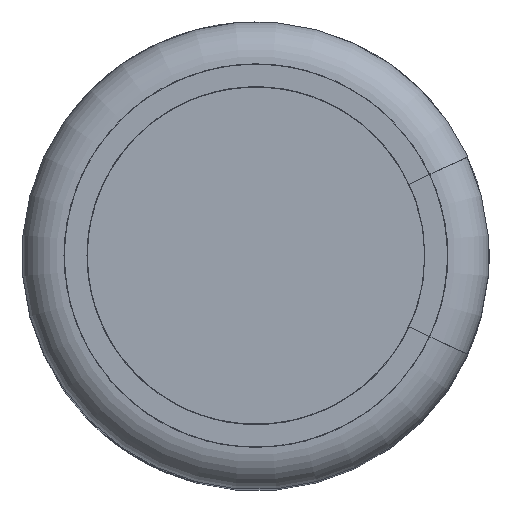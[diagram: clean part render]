
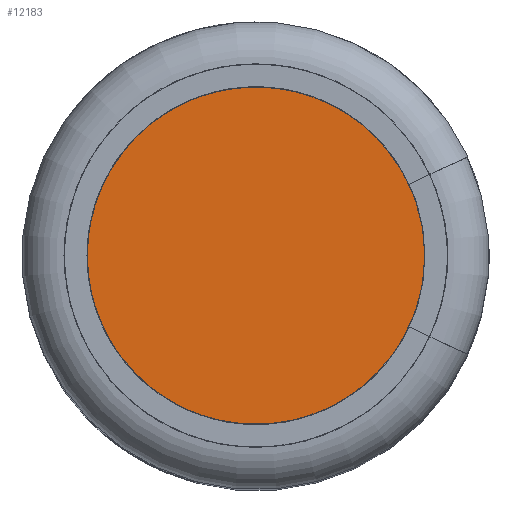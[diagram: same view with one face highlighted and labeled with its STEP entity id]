
A CAD part, top view. The second image highlights one B-rep face of the part: STEP entity #12183.
In plain terms, the highlighted planar face has unit normal (0, 0, 1).
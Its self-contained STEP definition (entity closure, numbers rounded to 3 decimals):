
#2058=PLANE('',#12980);
#4456=ORIENTED_EDGE('',*,*,#5735,.F.);
#5735=EDGE_CURVE('',#6580,#6580,#6889,.T.);
#6580=VERTEX_POINT('',#23680);
#6889=CIRCLE('',#12979,2.585);
#7476=EDGE_LOOP('',(#4456));
#8092=FACE_BOUND('',#7476,.T.);
#12183=ADVANCED_FACE('',(#8092),#2058,.T.);
#12979=AXIS2_PLACEMENT_3D('',#23679,#15193,#15194);
#12980=AXIS2_PLACEMENT_3D('',#23681,#15195,#15196);
#15193=DIRECTION('',(0.,0.,-1.));
#15194=DIRECTION('',(-1.,0.,0.));
#15195=DIRECTION('',(0.,0.,1.));
#15196=DIRECTION('',(1.,0.,0.));
#23679=CARTESIAN_POINT('',(0.,0.,10.78));
#23680=CARTESIAN_POINT('',(-2.585,0.,10.78));
#23681=CARTESIAN_POINT('',(-2.585,0.,10.78));
